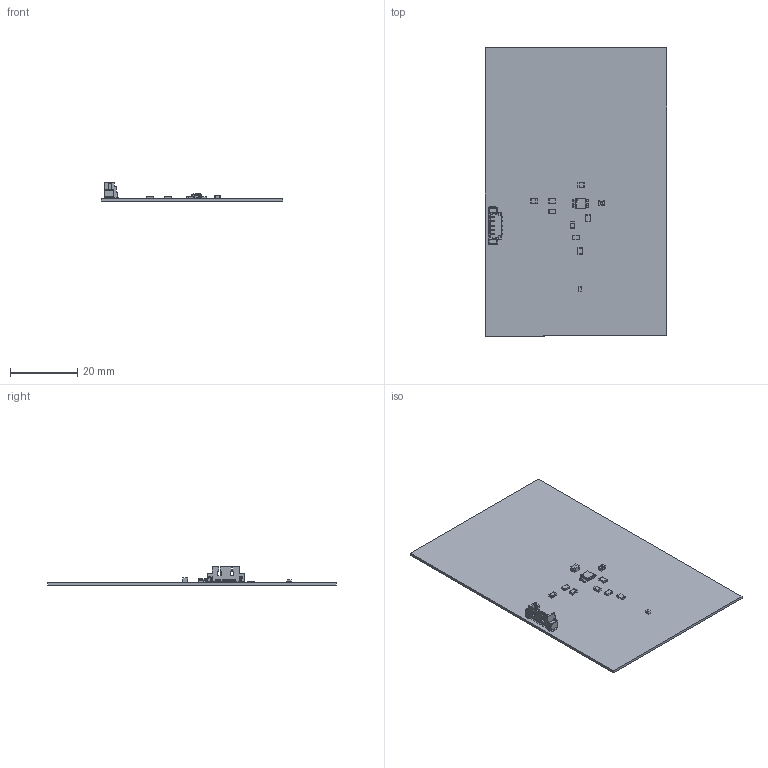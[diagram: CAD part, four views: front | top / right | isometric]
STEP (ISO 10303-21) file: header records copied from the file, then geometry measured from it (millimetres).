
FILE_DESCRIPTION(('Open CASCADE Model'),'2;1');
FILE_NAME('Open CASCADE Shape Model','2022-09-22T13:28:10',('Author'),( 'Open CASCADE'),'Open CASCADE STEP processor 6.8','Open CASCADE 6.8' ,'Unknown');
FILE_SCHEMA(('AUTOMOTIVE_DESIGN { 1 0 10303 214 1 1 1 1 }'));
Length unit declared in the file: millimetre
Products named in the file (50): PCB; Board; Open CASCADE STEP translator 6.8 1.1.1; C2; 6410301840; Extruded; 6410306080; R7; YAGO-RC0805-2; R6; R5; 5109866832; Mid_Body; Terminal; Open_CASCADE_STEP_translator_6.8_3.2.1; Mark; R4; 5109867152; R3; R2; P1; 653105124022; 6531xx124022_PIN; 6531xx124022_PATTE; RT1; 6410303200; Body; PinsArrayLR; R1; 6410302880; 6410305520; PWR; 6411830048; 6411830208; C1; Cap_Yageo_CC0805KKX7R7BB105_eec; Assem1; body; Pin; logo
Assembly tree (61 placements, depth 5):
  PCB
    Board
      Open CASCADE STEP translator 6.8 1.1.1
    C2
      6410301840  x2
        Extruded
      6410306080
        Extruded
    R7
      YAGO-RC0805-2
    R6
      YAGO-RC0805-2
    R5
      5109866832
        Mid_Body
        Terminal  x2
          Open_CASCADE_STEP_translator_6.8_3.2.1
        Mark
    R4
      5109867152
        Mid_Body
        Terminal  x2
          Open_CASCADE_STEP_translator_6.8_3.2.1
        Mark
    R3
      5109866832
        Mid_Body
        Terminal  x2
          Open_CASCADE_STEP_translator_6.8_3.2.1
        Mark
    R2
      5109866832
        Mid_Body
        Terminal  x2
          Open_CASCADE_STEP_translator_6.8_3.2.1
        Mark
    P1
      653105124022
        653105124022
        6531xx124022_PIN  x5
        6531xx124022_PATTE  x2
    RT1
      6410303200
        Body
        PinsArrayLR
    R1
      6410302880  x2
        Extruded
      6410305520
        Extruded
    PWR
      6411830048
        Extruded
      6411830208
        Extruded
    C1
      Cap_Yageo_CC0805KKX7R7BB105_eec
        Assem1
          body
          Pin
Bounding box: 54.1 x 85.85 x 5.5 mm (x, y, z)
Volume: 3634.5 mm3; surface area: 10046 mm2
Topology: 70 solids, 70 shells, 920 faces, 2255 edges, 1468 vertices
Faces by surface type: plane 792, cylinder 77, bspline 37, sphere 8, torus 6
Full cylindrical faces by diameter (mm): 0.375 x1
Entity records: 23364 total; most frequent: CARTESIAN_POINT 5966, ORIENTED_EDGE 3338, DIRECTION 3113, EDGE_CURVE 1669, LINE 1451, VECTOR 1451, VERTEX_POINT 1088, AXIS2_PLACEMENT_3D 831
